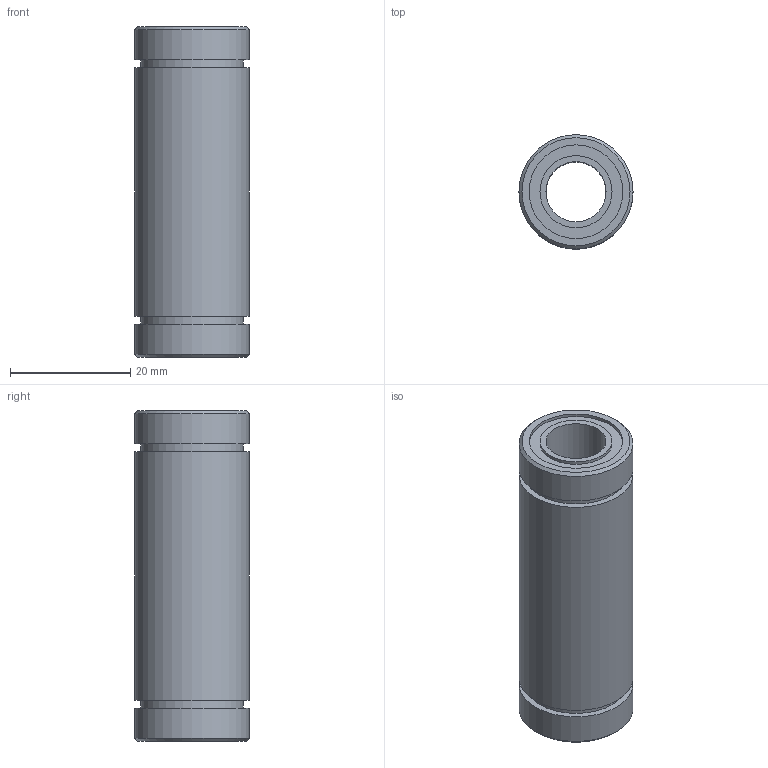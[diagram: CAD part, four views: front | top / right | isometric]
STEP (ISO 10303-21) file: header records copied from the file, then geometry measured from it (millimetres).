
FILE_DESCRIPTION(/* description */ (''),/* implementation_level */ '2;1');
FILE_NAME(/* name */ 'LM10LUU.step',/* time_stamp */ '2024-04-06T13:20:05+02:00',/* author */ (''),/* organization */ (''),/* preprocessor_version */ 'ST-DEVELOPER v20',/* originating_system */ 'Autodesk Translation Framework v12.20.1.177',/* authorisation */ '');
FILE_SCHEMA (('AUTOMOTIVE_DESIGN { 1 0 10303 214 3 1 1 }'));
Length unit declared in the file: millimetre
Products named in the file (2): (Unsaved); LM10LUU
Assembly tree (1 placements, depth 2):
  (Unsaved)
    LM10LUU
Bounding box: 19 x 19 x 55 mm (x, y, z)
Volume: 6976.7 mm3; surface area: 10346.7 mm2
Topology: 1 solids, 2 shells, 26 faces, 40 edges, 26 vertices
Faces by surface type: cylinder 12, plane 12, cone 2
Full cylindrical faces by diameter (mm): 10 x1, 12 x3, 15.6 x3, 17 x2, 19 x3
Entity records: 671 total; most frequent: DIRECTION 124, CARTESIAN_POINT 95, ORIENTED_EDGE 80, AXIS2_PLACEMENT_3D 55, EDGE_CURVE 40, EDGE_LOOP 38, FACE_OUTER_BOUND 26, CIRCLE 26
